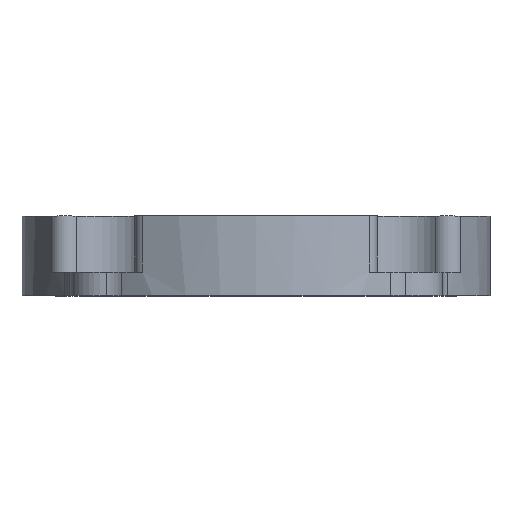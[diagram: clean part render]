
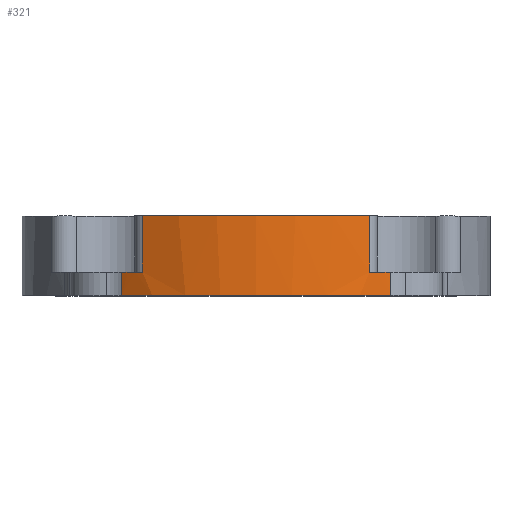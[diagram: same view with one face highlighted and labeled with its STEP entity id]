
A CAD part, top view. The second image highlights one B-rep face of the part: STEP entity #321.
In plain terms, the highlighted cylindrical face has radius 12.696 mm (diameter 25.392 mm), a partial arc.
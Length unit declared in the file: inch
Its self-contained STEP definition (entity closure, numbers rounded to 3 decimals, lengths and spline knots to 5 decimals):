
#1 = CIRCLE ( 'NONE', #1191, 0.49985 ) ;
#4 = CIRCLE ( 'NONE', #1449, 0.49985 ) ;
#18 = VECTOR ( 'NONE', #1817, 39.37008 ) ;
#38 = DIRECTION ( 'NONE',  ( 0., 0., 1. ) ) ;
#39 = VERTEX_POINT ( 'NONE', #249 ) ;
#41 = DIRECTION ( 'NONE',  ( 0., 1., 0. ) ) ;
#42 = CARTESIAN_POINT ( 'NONE',  ( -0.28765, 0., 0.40879 ) ) ;
#70 = LINE ( 'NONE', #1427, #819 ) ;
#84 = AXIS2_PLACEMENT_3D ( 'NONE', #795, #175, #1533 ) ;
#130 = ORIENTED_EDGE ( 'NONE', *, *, #1820, .T. ) ;
#175 = DIRECTION ( 'NONE',  ( 0., -1., 0. ) ) ;
#185 = LINE ( 'NONE', #2074, #1864 ) ;
#196 = ORIENTED_EDGE ( 'NONE', *, *, #1547, .T. ) ;
#202 = VERTEX_POINT ( 'NONE', #1540 ) ;
#249 = CARTESIAN_POINT ( 'NONE',  ( -0.24255, 0.05, 0.43706 ) ) ;
#255 = CARTESIAN_POINT ( 'NONE',  ( 0.28765, 0.05, 0.40879 ) ) ;
#256 = CIRCLE ( 'NONE', #1509, 0.49985 ) ;
#260 = VERTEX_POINT ( 'NONE', #453 ) ;
#279 = VERTEX_POINT ( 'NONE', #42 ) ;
#287 = EDGE_CURVE ( 'NONE', #202, #39, #185, .T. ) ;
#321 = ADVANCED_FACE ( 'NONE', ( #1073 ), #379, .T. ) ;
#379 = CYLINDRICAL_SURFACE ( 'NONE', #84, 0.49985 ) ;
#398 = LINE ( 'NONE', #1943, #18 ) ;
#453 = CARTESIAN_POINT ( 'NONE',  ( 0.24255, 0.17, 0.43706 ) ) ;
#525 = VERTEX_POINT ( 'NONE', #684 ) ;
#527 = AXIS2_PLACEMENT_3D ( 'NONE', #1328, #552, #573 ) ;
#552 = DIRECTION ( 'NONE',  ( 0., 1., 0. ) ) ;
#570 = ORIENTED_EDGE ( 'NONE', *, *, #287, .T. ) ;
#573 = DIRECTION ( 'NONE',  ( 0., 0., 1. ) ) ;
#616 = EDGE_CURVE ( 'NONE', #525, #260, #398, .T. ) ;
#617 = EDGE_CURVE ( 'NONE', #734, #279, #929, .T. ) ;
#636 = ORIENTED_EDGE ( 'NONE', *, *, #1444, .F. ) ;
#663 = CARTESIAN_POINT ( 'NONE',  ( 0., 0.05, 0. ) ) ;
#677 = CARTESIAN_POINT ( 'NONE',  ( -0.28765, 0.05, 0.40879 ) ) ;
#684 = CARTESIAN_POINT ( 'NONE',  ( 0.24255, 0.05, 0.43706 ) ) ;
#734 = VERTEX_POINT ( 'NONE', #677 ) ;
#795 = CARTESIAN_POINT ( 'NONE',  ( 0., 0.17, 0. ) ) ;
#819 = VECTOR ( 'NONE', #1243, 39.37008 ) ;
#929 = LINE ( 'NONE', #1851, #1793 ) ;
#985 = EDGE_CURVE ( 'NONE', #734, #39, #256, .T. ) ;
#1043 = EDGE_LOOP ( 'NONE', ( #130, #196, #636, #1173, #1813, #570, #1068, #1934 ) ) ;
#1068 = ORIENTED_EDGE ( 'NONE', *, *, #985, .F. ) ;
#1073 = FACE_OUTER_BOUND ( 'NONE', #1043, .T. ) ;
#1091 = VERTEX_POINT ( 'NONE', #255 ) ;
#1139 = DIRECTION ( 'NONE',  ( 0., 0., 1. ) ) ;
#1140 = DIRECTION ( 'NONE',  ( 0., 1., 0. ) ) ;
#1163 = CARTESIAN_POINT ( 'NONE',  ( 0., 0., 0. ) ) ;
#1173 = ORIENTED_EDGE ( 'NONE', *, *, #616, .T. ) ;
#1189 = VERTEX_POINT ( 'NONE', #1739 ) ;
#1191 = AXIS2_PLACEMENT_3D ( 'NONE', #1766, #1763, #1858 ) ;
#1243 = DIRECTION ( 'NONE',  ( 0., 1., 0. ) ) ;
#1328 = CARTESIAN_POINT ( 'NONE',  ( 0., 0.05, 0. ) ) ;
#1362 = EDGE_CURVE ( 'NONE', #202, #260, #1, .T. ) ;
#1427 = CARTESIAN_POINT ( 'NONE',  ( 0.28765, 0.17, 0.40879 ) ) ;
#1444 = EDGE_CURVE ( 'NONE', #525, #1091, #1633, .T. ) ;
#1449 = AXIS2_PLACEMENT_3D ( 'NONE', #1163, #1140, #1139 ) ;
#1509 = AXIS2_PLACEMENT_3D ( 'NONE', #663, #41, #38 ) ;
#1533 = DIRECTION ( 'NONE',  ( 0., 0., -1. ) ) ;
#1540 = CARTESIAN_POINT ( 'NONE',  ( -0.24255, 0.17, 0.43706 ) ) ;
#1547 = EDGE_CURVE ( 'NONE', #1189, #1091, #70, .T. ) ;
#1633 = CIRCLE ( 'NONE', #527, 0.49985 ) ;
#1722 = DIRECTION ( 'NONE',  ( 0., -1., 0. ) ) ;
#1739 = CARTESIAN_POINT ( 'NONE',  ( 0.28765, 0., 0.40879 ) ) ;
#1763 = DIRECTION ( 'NONE',  ( 0., 1., 0. ) ) ;
#1766 = CARTESIAN_POINT ( 'NONE',  ( 0., 0.17, 0. ) ) ;
#1793 = VECTOR ( 'NONE', #1855, 39.37008 ) ;
#1813 = ORIENTED_EDGE ( 'NONE', *, *, #1362, .F. ) ;
#1817 = DIRECTION ( 'NONE',  ( 0., 1., 0. ) ) ;
#1820 = EDGE_CURVE ( 'NONE', #279, #1189, #4, .T. ) ;
#1851 = CARTESIAN_POINT ( 'NONE',  ( -0.28765, 0.17, 0.40879 ) ) ;
#1855 = DIRECTION ( 'NONE',  ( 0., -1., 0. ) ) ;
#1858 = DIRECTION ( 'NONE',  ( 0., 0., 1. ) ) ;
#1864 = VECTOR ( 'NONE', #1722, 39.37008 ) ;
#1934 = ORIENTED_EDGE ( 'NONE', *, *, #617, .T. ) ;
#1943 = CARTESIAN_POINT ( 'NONE',  ( 0.24255, 0.17, 0.43706 ) ) ;
#2074 = CARTESIAN_POINT ( 'NONE',  ( -0.24255, 0.17, 0.43706 ) ) ;
